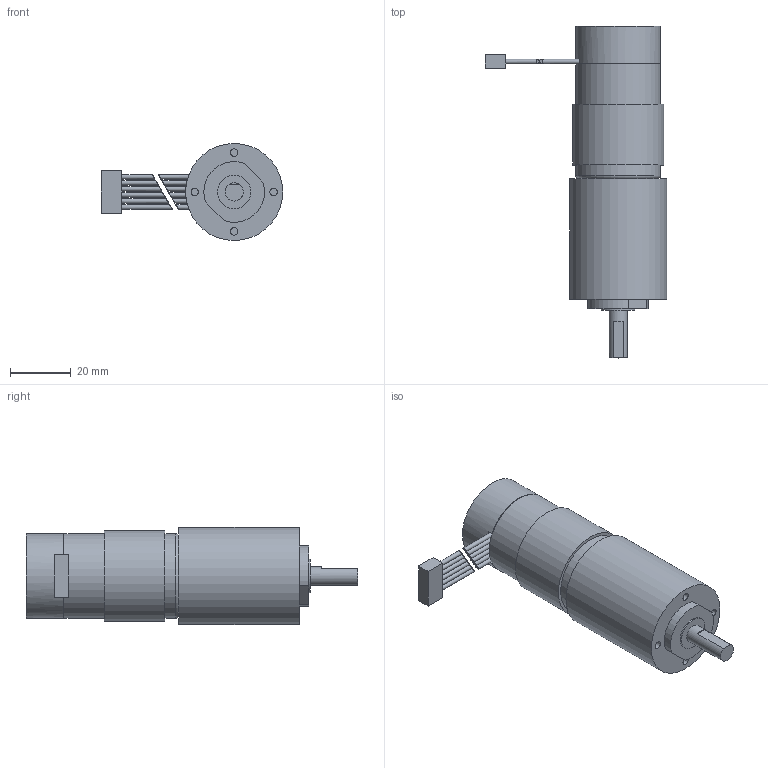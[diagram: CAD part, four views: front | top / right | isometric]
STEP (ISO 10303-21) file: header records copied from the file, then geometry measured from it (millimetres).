
FILE_DESCRIPTION( ( 'Unknown' ), '1' );
FILE_NAME( 'PD3237-189--721-BFEC.stp', 'Unknown', ( 'Unknown' ), ( 'Unknown' ), 'PSStep 17.0.49', 'Unknown', ' ' );
FILE_SCHEMA( ( 'AUTOMOTIVE_DESIGN { 1 0 10303 214 1 1 1 1 }' ) );
Length unit declared in the file: millimetre
Products named in the file (2): 1; 2
Bounding box: 59.8 x 109.4 x 32 mm (x, y, z)
Volume: 66578.4 mm3; surface area: 12220.9 mm2
Topology: 2 solids, 2 shells, 66 faces, 128 edges, 89 vertices
Faces by surface type: plane 39, cylinder 25, cone 1, torus 1
Full cylindrical faces by diameter (mm): 1.5 x12, 2.459 x4, 6 x1, 11 x1, 27.9 x3, 30 x1, 32 x1
Entity records: 2024 total; most frequent: DIRECTION 278, CARTESIAN_POINT 239, ORIENTED_EDGE 180, AXIS2_PLACEMENT_3D 122, EDGE_LOOP 113, FACE_OUTER_BOUND 90, EDGE_CURVE 90, VERTEX_POINT 75
